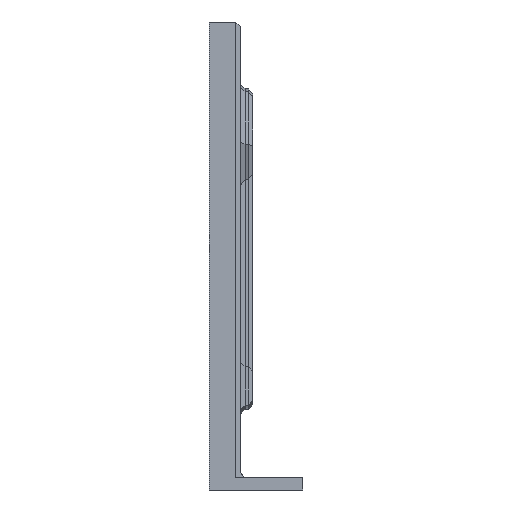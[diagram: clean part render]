
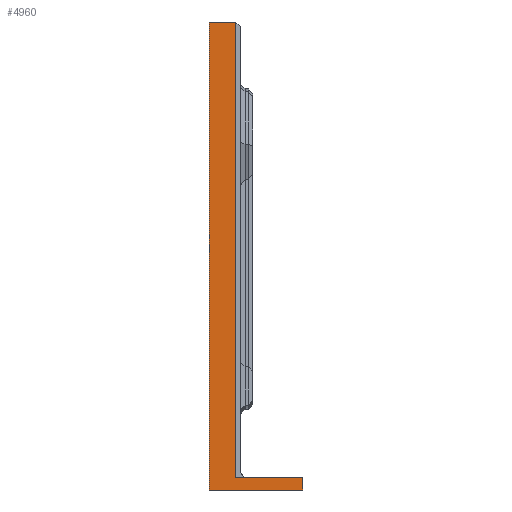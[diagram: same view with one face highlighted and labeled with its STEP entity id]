
A CAD part, left-side view. The second image highlights one B-rep face of the part: STEP entity #4960.
In plain terms, the highlighted planar face has unit normal (-1, 0, 0).
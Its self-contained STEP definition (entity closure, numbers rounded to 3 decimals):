
#582=FACE_OUTER_BOUND('',#913,.T.);
#913=EDGE_LOOP('',(#3547,#3548,#3549,#3550,#3551,#3552));
#1345=LINE('',#6871,#1765);
#1352=LINE('',#6884,#1772);
#1353=LINE('',#6886,#1773);
#1354=LINE('',#6888,#1774);
#1355=LINE('',#6890,#1775);
#1356=LINE('',#6891,#1776);
#1765=VECTOR('',#5735,10.);
#1772=VECTOR('',#5748,10.);
#1773=VECTOR('',#5749,10.);
#1774=VECTOR('',#5750,10.);
#1775=VECTOR('',#5751,10.);
#1776=VECTOR('',#5752,10.);
#2177=VERTEX_POINT('',#6869);
#2178=VERTEX_POINT('',#6870);
#2181=VERTEX_POINT('',#6883);
#2182=VERTEX_POINT('',#6885);
#2183=VERTEX_POINT('',#6887);
#2184=VERTEX_POINT('',#6889);
#2669=EDGE_CURVE('',#2177,#2178,#1345,.T.);
#2676=EDGE_CURVE('',#2178,#2181,#1352,.T.);
#2677=EDGE_CURVE('',#2182,#2177,#1353,.T.);
#2678=EDGE_CURVE('',#2183,#2182,#1354,.T.);
#2679=EDGE_CURVE('',#2184,#2183,#1355,.T.);
#2680=EDGE_CURVE('',#2184,#2181,#1356,.T.);
#3547=ORIENTED_EDGE('',*,*,#2676,.F.);
#3548=ORIENTED_EDGE('',*,*,#2669,.F.);
#3549=ORIENTED_EDGE('',*,*,#2677,.F.);
#3550=ORIENTED_EDGE('',*,*,#2678,.F.);
#3551=ORIENTED_EDGE('',*,*,#2679,.F.);
#3552=ORIENTED_EDGE('',*,*,#2680,.T.);
#4793=PLANE('',#5318);
#4960=ADVANCED_FACE('',(#582),#4793,.T.);
#5318=AXIS2_PLACEMENT_3D('',#6882,#5746,#5747);
#5735=DIRECTION('',(0.,0.,-1.));
#5746=DIRECTION('center_axis',(-1.,0.,0.));
#5747=DIRECTION('ref_axis',(0.,-1.,0.));
#5748=DIRECTION('',(0.,-1.,0.));
#5749=DIRECTION('',(0.,-1.,0.));
#5750=DIRECTION('',(0.,0.,1.));
#5751=DIRECTION('',(0.,1.,0.));
#5752=DIRECTION('',(0.,0.,1.));
#6869=CARTESIAN_POINT('',(-125.,3.25,75.));
#6870=CARTESIAN_POINT('',(-125.,3.25,2.));
#6871=CARTESIAN_POINT('',(-125.,3.25,0.));
#6882=CARTESIAN_POINT('Origin',(-125.,2.5,0.));
#6883=CARTESIAN_POINT('',(-125.,-7.5,2.));
#6884=CARTESIAN_POINT('',(-125.,-7.5,2.));
#6885=CARTESIAN_POINT('',(-125.,7.5,75.));
#6886=CARTESIAN_POINT('',(-125.,-7.5,75.));
#6887=CARTESIAN_POINT('',(-125.,7.5,0.));
#6888=CARTESIAN_POINT('',(-125.,7.5,0.));
#6889=CARTESIAN_POINT('',(-125.,-7.5,0.));
#6890=CARTESIAN_POINT('',(-125.,-7.5,0.));
#6891=CARTESIAN_POINT('',(-125.,-7.5,0.));
